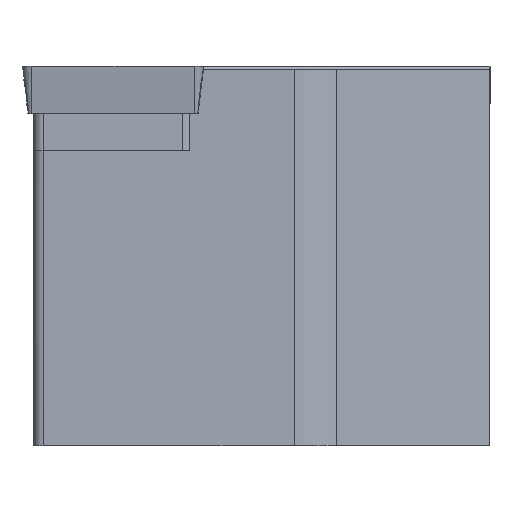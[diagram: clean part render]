
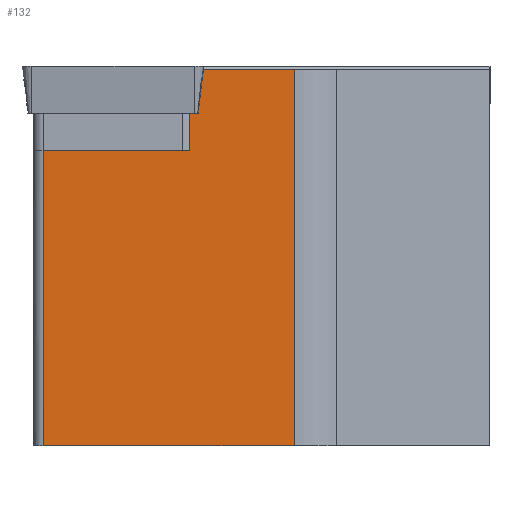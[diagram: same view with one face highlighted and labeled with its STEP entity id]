
A CAD part, left-side view. The second image highlights one B-rep face of the part: STEP entity #132.
In plain terms, the highlighted planar face has unit normal (-1, 0, 0).
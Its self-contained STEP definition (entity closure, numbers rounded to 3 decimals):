
#132=ADVANCED_FACE('',(#183),#158,.F.);
#158=PLANE('',#641);
#183=FACE_OUTER_BOUND('',#212,.T.);
#212=EDGE_LOOP('',(#269,#270,#271,#272,#273,#274,#275,#276));
#269=ORIENTED_EDGE('',*,*,#451,.F.);
#270=ORIENTED_EDGE('',*,*,#452,.T.);
#271=ORIENTED_EDGE('',*,*,#453,.F.);
#272=ORIENTED_EDGE('',*,*,#454,.F.);
#273=ORIENTED_EDGE('',*,*,#455,.T.);
#274=ORIENTED_EDGE('',*,*,#456,.T.);
#275=ORIENTED_EDGE('',*,*,#457,.T.);
#276=ORIENTED_EDGE('',*,*,#458,.F.);
#395=VERTEX_POINT('',#863);
#396=VERTEX_POINT('',#864);
#397=VERTEX_POINT('',#866);
#398=VERTEX_POINT('',#868);
#399=VERTEX_POINT('',#870);
#400=VERTEX_POINT('',#872);
#401=VERTEX_POINT('',#874);
#402=VERTEX_POINT('',#876);
#451=EDGE_CURVE('',#395,#396,#520,.T.);
#452=EDGE_CURVE('',#395,#397,#521,.T.);
#453=EDGE_CURVE('',#398,#397,#522,.T.);
#454=EDGE_CURVE('',#399,#398,#523,.T.);
#455=EDGE_CURVE('',#399,#400,#524,.T.);
#456=EDGE_CURVE('',#400,#401,#525,.T.);
#457=EDGE_CURVE('',#401,#402,#526,.T.);
#458=EDGE_CURVE('',#396,#402,#527,.T.);
#520=LINE('',#862,#579);
#521=LINE('',#865,#580);
#522=LINE('',#867,#581);
#523=LINE('',#869,#582);
#524=LINE('',#871,#583);
#525=LINE('',#873,#584);
#526=LINE('',#875,#585);
#527=LINE('',#877,#586);
#579=VECTOR('',#714,1.);
#580=VECTOR('',#715,1.);
#581=VECTOR('',#716,1.);
#582=VECTOR('',#717,1.);
#583=VECTOR('',#718,1.);
#584=VECTOR('',#719,1.);
#585=VECTOR('',#720,1.);
#586=VECTOR('',#721,1.);
#641=AXIS2_PLACEMENT_3D('',#878,#722,#723);
#714=DIRECTION('',(0.,0.,1.));
#715=DIRECTION('',(0.,1.,0.));
#716=DIRECTION('',(0.,0.,1.));
#717=DIRECTION('',(0.,1.,0.));
#718=DIRECTION('',(0.,0.,1.));
#719=DIRECTION('',(0.,1.,0.));
#720=DIRECTION('',(0.,0.14,-0.99));
#721=DIRECTION('',(0.,-1.,0.));
#722=DIRECTION('',(1.,0.,0.));
#723=DIRECTION('',(0.,-1.,0.));
#862=CARTESIAN_POINT('',(1.263,25.333,-7.15));
#863=CARTESIAN_POINT('',(1.263,25.333,-7.15));
#864=CARTESIAN_POINT('',(1.263,25.333,-3.97));
#865=CARTESIAN_POINT('',(1.263,16.485,-7.15));
#866=CARTESIAN_POINT('',(1.263,37.614,-7.15));
#867=CARTESIAN_POINT('',(1.263,37.614,287.19));
#868=CARTESIAN_POINT('',(1.263,37.614,-32.));
#869=CARTESIAN_POINT('',(1.263,0.,-32.));
#870=CARTESIAN_POINT('',(1.263,16.485,-32.));
#871=CARTESIAN_POINT('',(1.263,16.485,287.19));
#872=CARTESIAN_POINT('',(1.263,16.485,-0.3));
#873=CARTESIAN_POINT('',(1.263,0.,-0.3));
#874=CARTESIAN_POINT('',(1.263,24.274,-0.3));
#875=CARTESIAN_POINT('',(1.263,-15.837,282.607));
#876=CARTESIAN_POINT('',(1.263,24.794,-3.97));
#877=CARTESIAN_POINT('',(1.263,16.485,-3.97));
#878=CARTESIAN_POINT('',(1.263,16.485,287.19));
